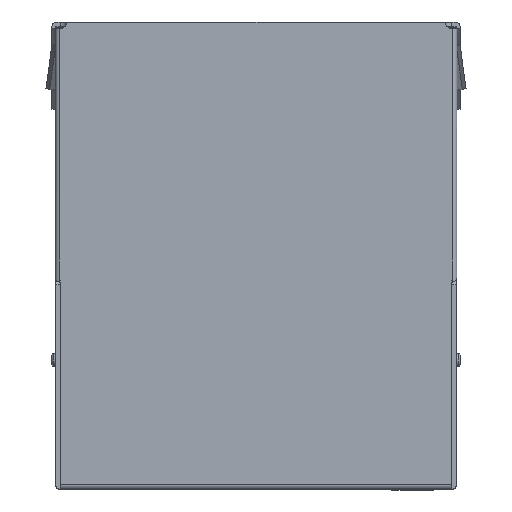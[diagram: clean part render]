
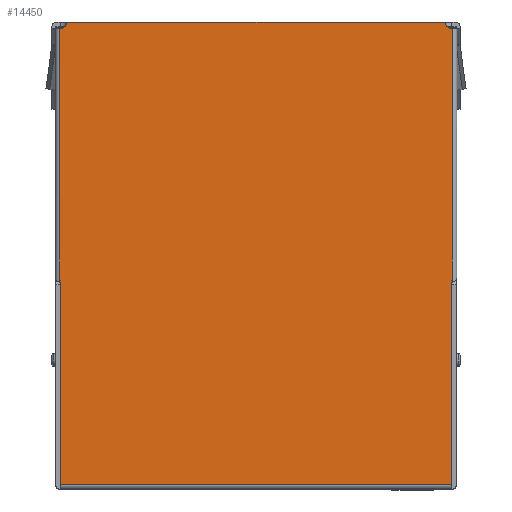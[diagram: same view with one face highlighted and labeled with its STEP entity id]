
A CAD part, top view. The second image highlights one B-rep face of the part: STEP entity #14450.
In plain terms, the highlighted planar face has unit normal (0, 0, 1).
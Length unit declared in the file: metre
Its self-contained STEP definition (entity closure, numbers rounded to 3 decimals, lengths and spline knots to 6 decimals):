
#407=CIRCLE('',#15407,0.000254);
#408=CIRCLE('',#15408,0.000254);
#3983=ORIENTED_EDGE('',*,*,#6540,.F.);
#3984=ORIENTED_EDGE('',*,*,#6394,.T.);
#3985=ORIENTED_EDGE('',*,*,#6541,.F.);
#3986=ORIENTED_EDGE('',*,*,#6542,.F.);
#3987=ORIENTED_EDGE('',*,*,#6237,.T.);
#3988=ORIENTED_EDGE('',*,*,#6543,.T.);
#3989=ORIENTED_EDGE('',*,*,#6544,.T.);
#3990=ORIENTED_EDGE('',*,*,#6545,.T.);
#3991=ORIENTED_EDGE('',*,*,#6546,.F.);
#3992=ORIENTED_EDGE('',*,*,#6280,.T.);
#3993=ORIENTED_EDGE('',*,*,#6290,.F.);
#3994=ORIENTED_EDGE('',*,*,#6547,.F.);
#6237=EDGE_CURVE('',#7824,#7823,#9516,.T.);
#6280=EDGE_CURVE('',#7862,#7861,#9544,.T.);
#6290=EDGE_CURVE('',#7870,#7861,#9553,.T.);
#6394=EDGE_CURVE('',#7948,#7909,#9642,.T.);
#6540=EDGE_CURVE('',#7948,#8022,#407,.T.);
#6541=EDGE_CURVE('',#8023,#7909,#408,.T.);
#6542=EDGE_CURVE('',#7824,#8023,#9757,.T.);
#6543=EDGE_CURVE('',#7823,#8024,#9758,.T.);
#6544=EDGE_CURVE('',#8024,#8025,#9759,.T.);
#6545=EDGE_CURVE('',#8025,#8026,#9760,.T.);
#6546=EDGE_CURVE('',#7862,#8026,#9761,.T.);
#6547=EDGE_CURVE('',#8022,#7870,#9762,.T.);
#7823=VERTEX_POINT('',#22701);
#7824=VERTEX_POINT('',#22703);
#7861=VERTEX_POINT('',#22791);
#7862=VERTEX_POINT('',#22793);
#7870=VERTEX_POINT('',#22812);
#7909=VERTEX_POINT('',#22918);
#7948=VERTEX_POINT('',#23022);
#8022=VERTEX_POINT('',#23298);
#8023=VERTEX_POINT('',#23300);
#8024=VERTEX_POINT('',#23303);
#8025=VERTEX_POINT('',#23305);
#8026=VERTEX_POINT('',#23307);
#9516=LINE('',#22702,#11315);
#9544=LINE('',#22792,#11343);
#9553=LINE('',#22813,#11352);
#9642=LINE('',#23021,#11441);
#9757=LINE('',#23301,#11556);
#9758=LINE('',#23302,#11557);
#9759=LINE('',#23304,#11558);
#9760=LINE('',#23306,#11559);
#9761=LINE('',#23308,#11560);
#9762=LINE('',#23309,#11561);
#11315=VECTOR('',#18326,1.);
#11343=VECTOR('',#18402,1.);
#11352=VECTOR('',#18417,1.);
#11441=VECTOR('',#18590,1.);
#11556=VECTOR('',#18863,1.);
#11557=VECTOR('',#18864,1.);
#11558=VECTOR('',#18865,1.);
#11559=VECTOR('',#18866,1.);
#11560=VECTOR('',#18867,1.);
#11561=VECTOR('',#18868,1.);
#12345=EDGE_LOOP('',(#3983,#3984,#3985,#3986,#3987,#3988,#3989,#3990,#3991,
#3992,#3993,#3994));
#13107=FACE_BOUND('',#12345,.T.);
#13755=PLANE('',#15406);
#14450=ADVANCED_FACE('',(#13107),#13755,.T.);
#15406=AXIS2_PLACEMENT_3D('',#23296,#18857,#18858);
#15407=AXIS2_PLACEMENT_3D('',#23297,#18859,#18860);
#15408=AXIS2_PLACEMENT_3D('',#23299,#18861,#18862);
#18326=DIRECTION('',(0.,-1.,0.));
#18402=DIRECTION('',(1.,0.,0.));
#18417=DIRECTION('',(0.,-1.,0.));
#18590=DIRECTION('',(-1.,0.,0.));
#18857=DIRECTION('',(0.,0.,1.));
#18858=DIRECTION('',(0.,1.,0.));
#18859=DIRECTION('',(0.,0.,1.));
#18860=DIRECTION('',(-1.,0.,0.));
#18861=DIRECTION('',(0.,0.,1.));
#18862=DIRECTION('',(-1.,0.,0.));
#18863=DIRECTION('',(1.,0.,0.));
#18864=DIRECTION('',(1.,0.,0.));
#18865=DIRECTION('',(0.,-1.,0.));
#18866=DIRECTION('',(1.,0.,0.));
#18867=DIRECTION('',(0.,-1.,0.));
#18868=DIRECTION('',(1.,0.,0.));
#22701=CARTESIAN_POINT('',(-0.000127,0.003415,0.016347));
#22702=CARTESIAN_POINT('',(-0.000127,-0.004501,0.016347));
#22703=CARTESIAN_POINT('',(-0.000127,0.013422,0.016347));
#22791=CARTESIAN_POINT('',(0.015367,0.003415,0.016347));
#22792=CARTESIAN_POINT('',(0.015519,0.003415,0.016347));
#22793=CARTESIAN_POINT('',(0.015342,0.003415,0.016347));
#22812=CARTESIAN_POINT('',(0.015367,0.013422,0.016347));
#22813=CARTESIAN_POINT('',(0.015367,-0.004501,0.016347));
#22918=CARTESIAN_POINT('',(0.000152,0.013676,0.016347));
#23021=CARTESIAN_POINT('',(0.006754,0.013676,0.016347));
#23022=CARTESIAN_POINT('',(0.015088,0.013676,0.016347));
#23296=CARTESIAN_POINT('',(0.015519,0.003415,0.016347));
#23297=CARTESIAN_POINT('',(0.015342,0.013676,0.016347));
#23298=CARTESIAN_POINT('',(0.015342,0.013422,0.016347));
#23299=CARTESIAN_POINT('',(-0.000102,0.013676,0.016347));
#23300=CARTESIAN_POINT('',(-0.000102,0.013422,0.016347));
#23301=CARTESIAN_POINT('',(0.006754,0.013422,0.016347));
#23302=CARTESIAN_POINT('',(0.006754,0.003415,0.016347));
#23303=CARTESIAN_POINT('',(-0.000102,0.003415,0.016347));
#23304=CARTESIAN_POINT('',(-0.000102,-0.004501,0.016347));
#23305=CARTESIAN_POINT('',(-0.000102,-0.004591,0.016347));
#23306=CARTESIAN_POINT('',(0.020655,-0.004591,0.016347));
#23307=CARTESIAN_POINT('',(0.015342,-0.004591,0.016347));
#23308=CARTESIAN_POINT('',(0.015342,-0.004501,0.016347));
#23309=CARTESIAN_POINT('',(-0.000457,0.013422,0.016347));
